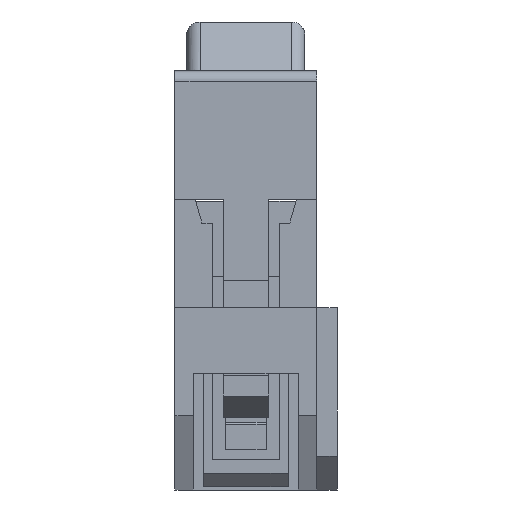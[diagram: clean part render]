
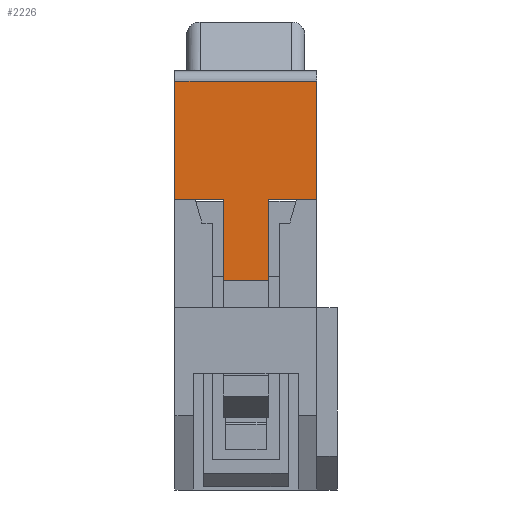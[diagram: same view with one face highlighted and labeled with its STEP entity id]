
A CAD part, left-side view. The second image highlights one B-rep face of the part: STEP entity #2226.
In plain terms, the highlighted planar face has unit normal (-1, 0, 0).
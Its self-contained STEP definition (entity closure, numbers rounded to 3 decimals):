
#2226 = ADVANCED_FACE( '', ( #4477 ), #4478, .T. );
#4477 = FACE_OUTER_BOUND( '', #6802, .T. );
#4478 = PLANE( '', #6803 );
#6802 = EDGE_LOOP( '', ( #12624, #12625, #12626, #12627, #12628, #12629, #12630, #12631 ) );
#6803 = AXIS2_PLACEMENT_3D( '', #12632, #12633, #12634 );
#12624 = ORIENTED_EDGE( '', *, *, #16980, .T. );
#12625 = ORIENTED_EDGE( '', *, *, #16981, .T. );
#12626 = ORIENTED_EDGE( '', *, *, #16960, .F. );
#12627 = ORIENTED_EDGE( '', *, *, #16676, .F. );
#12628 = ORIENTED_EDGE( '', *, *, #14569, .T. );
#12629 = ORIENTED_EDGE( '', *, *, #16877, .F. );
#12630 = ORIENTED_EDGE( '', *, *, #15569, .F. );
#12631 = ORIENTED_EDGE( '', *, *, #16680, .F. );
#12632 = CARTESIAN_POINT( '', ( -17.5, -2.1, -1.9 ) );
#12633 = DIRECTION( '', ( -1., 0., 0. ) );
#12634 = DIRECTION( '', ( 0., 0., 1. ) );
#14569 = EDGE_CURVE( '', #17428, #17426, #17429, .T. );
#15569 = EDGE_CURVE( '', #19151, #19153, #19154, .T. );
#16676 = EDGE_CURVE( '', #17428, #20734, #20735, .T. );
#16680 = EDGE_CURVE( '', #20740, #19151, #20742, .T. );
#16877 = EDGE_CURVE( '', #19153, #17426, #20976, .T. );
#16960 = EDGE_CURVE( '', #20734, #21071, #21072, .T. );
#16980 = EDGE_CURVE( '', #20740, #21094, #21095, .T. );
#16981 = EDGE_CURVE( '', #21094, #21071, #21096, .T. );
#17426 = VERTEX_POINT( '', #21607 );
#17428 = VERTEX_POINT( '', #21610 );
#17429 = LINE( '', #21611, #21612 );
#19151 = VERTEX_POINT( '', #24112 );
#19153 = VERTEX_POINT( '', #24115 );
#19154 = LINE( '', #24116, #24117 );
#20734 = VERTEX_POINT( '', #26467 );
#20735 = LINE( '', #26468, #26469 );
#20740 = VERTEX_POINT( '', #26476 );
#20742 = LINE( '', #26479, #26480 );
#20976 = LINE( '', #26826, #26827 );
#21071 = VERTEX_POINT( '', #26964 );
#21072 = LINE( '', #26965, #26966 );
#21094 = VERTEX_POINT( '', #26994 );
#21095 = LINE( '', #26995, #26996 );
#21096 = LINE( '', #26997, #26998 );
#21607 = CARTESIAN_POINT( '', ( -17.5, 0.675, -4.3 ) );
#21610 = CARTESIAN_POINT( '', ( -17.5, 0.675, -1.9 ) );
#21611 = CARTESIAN_POINT( '', ( -17.5, 0.675, -1.9 ) );
#21612 = VECTOR( '', #27596, 1000. );
#24112 = CARTESIAN_POINT( '', ( -17.5, -0.675, -1.9 ) );
#24115 = CARTESIAN_POINT( '', ( -17.5, -0.675, -4.3 ) );
#24116 = CARTESIAN_POINT( '', ( -17.5, -0.675, -1.9 ) );
#24117 = VECTOR( '', #28520, 1000. );
#26467 = CARTESIAN_POINT( '', ( -17.5, 2.1, -1.9 ) );
#26468 = CARTESIAN_POINT( '', ( -17.5, -2.1, -1.9 ) );
#26469 = VECTOR( '', #29546, 1000. );
#26476 = CARTESIAN_POINT( '', ( -17.5, -2.1, -1.9 ) );
#26479 = CARTESIAN_POINT( '', ( -17.5, -2.1, -1.9 ) );
#26480 = VECTOR( '', #29550, 1000. );
#26826 = CARTESIAN_POINT( '', ( -17.5, -0.675, -4.3 ) );
#26827 = VECTOR( '', #29690, 1000. );
#26964 = CARTESIAN_POINT( '', ( -17.5, 2.1, 1.6 ) );
#26965 = CARTESIAN_POINT( '', ( -17.5, 2.1, -1.9 ) );
#26966 = VECTOR( '', #29733, 1000. );
#26994 = CARTESIAN_POINT( '', ( -17.5, -2.1, 1.6 ) );
#26995 = CARTESIAN_POINT( '', ( -17.5, -2.1, -1.9 ) );
#26996 = VECTOR( '', #29746, 1000. );
#26997 = CARTESIAN_POINT( '', ( -17.5, -2.1, 1.6 ) );
#26998 = VECTOR( '', #29747, 1000. );
#27596 = DIRECTION( '', ( 0., 0., -1. ) );
#28520 = DIRECTION( '', ( 0., 0., -1. ) );
#29546 = DIRECTION( '', ( 0., 1., 0. ) );
#29550 = DIRECTION( '', ( 0., 1., 0. ) );
#29690 = DIRECTION( '', ( 0., 1., 0. ) );
#29733 = DIRECTION( '', ( 0., 0., 1. ) );
#29746 = DIRECTION( '', ( 0., 0., 1. ) );
#29747 = DIRECTION( '', ( 0., 1., 0. ) );
